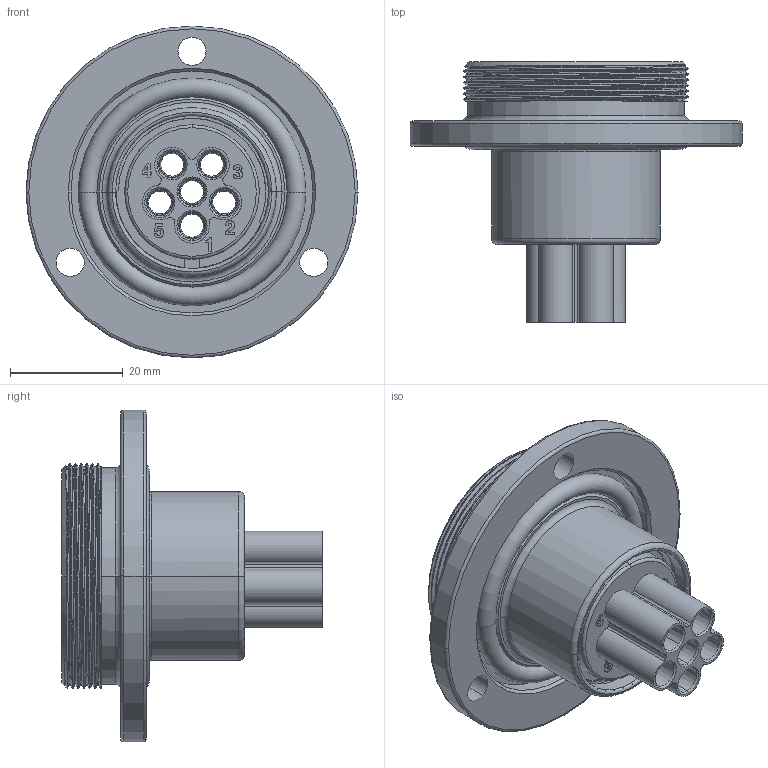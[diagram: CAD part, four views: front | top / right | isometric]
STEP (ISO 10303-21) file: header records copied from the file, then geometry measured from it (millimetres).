
FILE_DESCRIPTION((''),'2;1');
FILE_NAME('3D_1690063201001_HY-Z3006-S01E0','2023-12-05T',('13539'),(''),'PRO/ENGINEER BY PARAMETRIC TECHNOLOGY CORPORATION, 2012480','PRO/ENGINEER BY PARAMETRIC TECHNOLOGY CORPORATION, 2012480','');
FILE_SCHEMA(('CONFIG_CONTROL_DESIGN'));
Length unit declared in the file: millimetre
Products named in the file (1): 3D_1690063201001_HY-Z3006-S01E0
Bounding box: 59 x 46.3 x 59 mm (x, y, z)
Volume: 25910.6 mm3; surface area: 21175.7 mm2
Topology: 1 solids, 1 shells, 448 faces, 1340 edges, 927 vertices
Faces by surface type: plane 139, extrusion 132, cone 84, cylinder 62, torus 20, bspline 11
Entity records: 19101 total; most frequent: CARTESIAN_POINT 7158, ORIENTED_EDGE 2680, DIRECTION 2145, EDGE_CURVE 1340, VERTEX_POINT 927, AXIS2_PLACEMENT_3D 718, VECTOR 709, LINE 577
